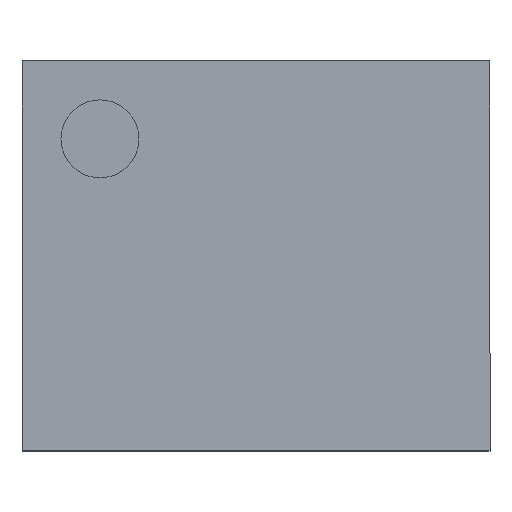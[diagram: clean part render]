
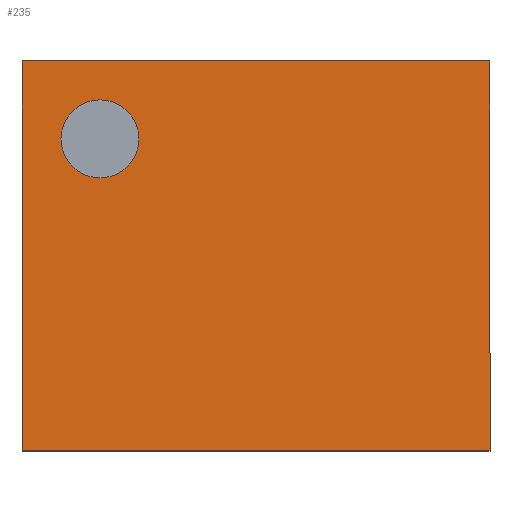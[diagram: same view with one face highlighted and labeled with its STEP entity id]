
A CAD part, top view. The second image highlights one B-rep face of the part: STEP entity #235.
In plain terms, the highlighted planar face has unit normal (0, 0, 1).
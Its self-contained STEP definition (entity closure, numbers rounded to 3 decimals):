
#1 = CARTESIAN_POINT ( 'NONE',  ( -0.75, 0.75, 0.86 ) ) ;
#5 = EDGE_LOOP ( 'NONE', ( #140, #229 ) ) ;
#11 = FACE_OUTER_BOUND ( 'NONE', #51, .T. ) ;
#15 = EDGE_CURVE ( 'NONE', #166, #88, #119, .T. ) ;
#19 = CARTESIAN_POINT ( 'NONE',  ( -1.5, -1.25, 0.86 ) ) ;
#24 = ORIENTED_EDGE ( 'NONE', *, *, #100, .T. ) ;
#38 = CARTESIAN_POINT ( 'NONE',  ( 1.5, -1.25, 0.86 ) ) ;
#49 = CARTESIAN_POINT ( 'NONE',  ( -1.5, 1.25, 0.86 ) ) ;
#51 = EDGE_LOOP ( 'NONE', ( #108, #77, #24, #250 ) ) ;
#52 = DIRECTION ( 'NONE',  ( 1., 0., 0. ) ) ;
#70 = VERTEX_POINT ( 'NONE', #227 ) ;
#73 = CARTESIAN_POINT ( 'NONE',  ( 0., 0., 0.86 ) ) ;
#77 = ORIENTED_EDGE ( 'NONE', *, *, #239, .T. ) ;
#80 = EDGE_CURVE ( 'NONE', #134, #70, #382, .T. ) ;
#88 = VERTEX_POINT ( 'NONE', #299 ) ;
#95 = DIRECTION ( 'NONE',  ( -1., 0., 0. ) ) ;
#97 = CARTESIAN_POINT ( 'NONE',  ( -1.5, -1.25, 0.86 ) ) ;
#98 = DIRECTION ( 'NONE',  ( 0., 0., 1. ) ) ;
#100 = EDGE_CURVE ( 'NONE', #298, #369, #302, .T. ) ;
#102 = LINE ( 'NONE', #97, #344 ) ;
#108 = ORIENTED_EDGE ( 'NONE', *, *, #15, .T. ) ;
#109 = FACE_BOUND ( 'NONE', #5, .T. ) ;
#114 = DIRECTION ( 'NONE',  ( 0., -1., 0. ) ) ;
#119 = LINE ( 'NONE', #138, #122 ) ;
#120 = DIRECTION ( 'NONE',  ( 1., 0., 0. ) ) ;
#122 = VECTOR ( 'NONE', #164, 1000. ) ;
#134 = VERTEX_POINT ( 'NONE', #1 ) ;
#138 = CARTESIAN_POINT ( 'NONE',  ( 1.5, 1.25, 0.86 ) ) ;
#139 = CIRCLE ( 'NONE', #193, 0.25 ) ;
#140 = ORIENTED_EDGE ( 'NONE', *, *, #80, .F. ) ;
#164 = DIRECTION ( 'NONE',  ( 0., 1., 0. ) ) ;
#166 = VERTEX_POINT ( 'NONE', #38 ) ;
#177 = DIRECTION ( 'NONE',  ( 1., 0., 0. ) ) ;
#179 = DIRECTION ( 'NONE',  ( 0., 0., 1. ) ) ;
#193 = AXIS2_PLACEMENT_3D ( 'NONE', #365, #98, #52 ) ;
#194 = VECTOR ( 'NONE', #95, 1000. ) ;
#200 = DIRECTION ( 'NONE',  ( 0., 0., 1. ) ) ;
#215 = VECTOR ( 'NONE', #114, 1000. ) ;
#218 = EDGE_CURVE ( 'NONE', #369, #166, #102, .T. ) ;
#227 = CARTESIAN_POINT ( 'NONE',  ( -1.25, 0.75, 0.86 ) ) ;
#229 = ORIENTED_EDGE ( 'NONE', *, *, #233, .F. ) ;
#233 = EDGE_CURVE ( 'NONE', #70, #134, #139, .T. ) ;
#235 = ADVANCED_FACE ( 'NONE', ( #109, #11 ), #282, .T. ) ;
#239 = EDGE_CURVE ( 'NONE', #88, #298, #373, .T. ) ;
#240 = CARTESIAN_POINT ( 'NONE',  ( -1.5, 1.25, 0.86 ) ) ;
#250 = ORIENTED_EDGE ( 'NONE', *, *, #218, .T. ) ;
#268 = CARTESIAN_POINT ( 'NONE',  ( -1.5, 1.25, 0.86 ) ) ;
#282 = PLANE ( 'NONE',  #336 ) ;
#298 = VERTEX_POINT ( 'NONE', #240 ) ;
#299 = CARTESIAN_POINT ( 'NONE',  ( 1.5, 1.25, 0.86 ) ) ;
#302 = LINE ( 'NONE', #268, #215 ) ;
#305 = CARTESIAN_POINT ( 'NONE',  ( -1., 0.75, 0.86 ) ) ;
#313 = DIRECTION ( 'NONE',  ( 1., 0., 0. ) ) ;
#336 = AXIS2_PLACEMENT_3D ( 'NONE', #73, #179, #177 ) ;
#344 = VECTOR ( 'NONE', #313, 1000. ) ;
#365 = CARTESIAN_POINT ( 'NONE',  ( -1., 0.75, 0.86 ) ) ;
#367 = AXIS2_PLACEMENT_3D ( 'NONE', #305, #200, #120 ) ;
#369 = VERTEX_POINT ( 'NONE', #19 ) ;
#373 = LINE ( 'NONE', #49, #194 ) ;
#382 = CIRCLE ( 'NONE', #367, 0.25 ) ;
